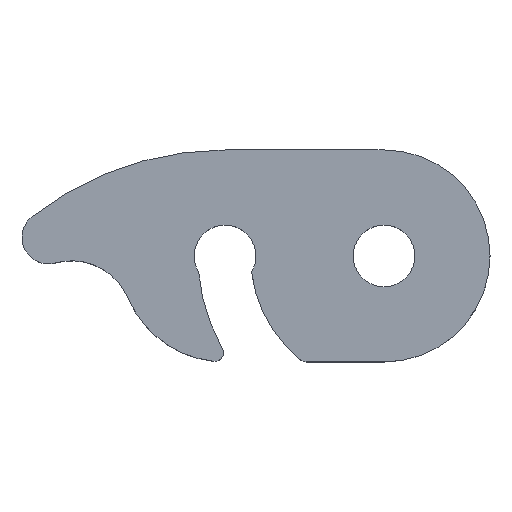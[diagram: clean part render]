
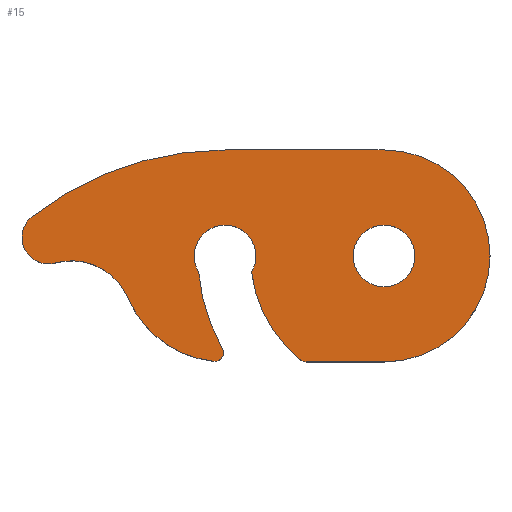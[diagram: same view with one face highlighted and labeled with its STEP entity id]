
A CAD part, top view. The second image highlights one B-rep face of the part: STEP entity #15.
In plain terms, the highlighted planar face has unit normal (0, 0, 1).
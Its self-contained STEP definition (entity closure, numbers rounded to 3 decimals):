
#4 = AXIS2_PLACEMENT_3D ( 'NONE', #125, #107, #62 ) ;
#5 = DIRECTION ( 'NONE',  ( 0., 0., 1. ) ) ;
#6 = CARTESIAN_POINT ( 'NONE',  ( -14.513, 3.632, 3. ) ) ;
#7 = EDGE_CURVE ( 'NONE', #386, #112, #199, .T. ) ;
#10 = AXIS2_PLACEMENT_3D ( 'NONE', #373, #178, #472 ) ;
#15 = ADVANCED_FACE ( 'NONE', ( #320, #414 ), #52, .T. ) ;
#17 = ORIENTED_EDGE ( 'NONE', *, *, #638, .F. ) ;
#36 = CARTESIAN_POINT ( 'NONE',  ( -9., 6., 3. ) ) ;
#44 = EDGE_CURVE ( 'NONE', #167, #340, #317, .T. ) ;
#45 = CARTESIAN_POINT ( 'NONE',  ( -10.5, 5.099, 3. ) ) ;
#46 = VERTEX_POINT ( 'NONE', #157 ) ;
#48 = CARTESIAN_POINT ( 'NONE',  ( 0., 12., 3. ) ) ;
#52 = PLANE ( 'NONE',  #4 ) ;
#57 = CARTESIAN_POINT ( 'NONE',  ( 0., 6., 3. ) ) ;
#60 = CARTESIAN_POINT ( 'NONE',  ( 0., 6., 3. ) ) ;
#62 = DIRECTION ( 'NONE',  ( 1., 0., 0. ) ) ;
#63 = AXIS2_PLACEMENT_3D ( 'NONE', #321, #474, #426 ) ;
#65 = EDGE_CURVE ( 'NONE', #588, #485, #179, .T. ) ;
#68 = ORIENTED_EDGE ( 'NONE', *, *, #541, .T. ) ;
#74 = DIRECTION ( 'NONE',  ( 1., 0., 0. ) ) ;
#79 = CARTESIAN_POINT ( 'NONE',  ( -4.417, 0., 3. ) ) ;
#80 = ORIENTED_EDGE ( 'NONE', *, *, #306, .T. ) ;
#88 = ORIENTED_EDGE ( 'NONE', *, *, #350, .T. ) ;
#90 = CARTESIAN_POINT ( 'NONE',  ( -9.589, 0.532, 3. ) ) ;
#91 = AXIS2_PLACEMENT_3D ( 'NONE', #195, #395, #299 ) ;
#92 = VERTEX_POINT ( 'NONE', #6 ) ;
#94 = VERTEX_POINT ( 'NONE', #477 ) ;
#101 = CIRCLE ( 'NONE', #560, 0.5 ) ;
#103 = EDGE_CURVE ( 'NONE', #485, #180, #121, .T. ) ;
#104 = DIRECTION ( 'NONE',  ( 1., 0., 0. ) ) ;
#107 = DIRECTION ( 'NONE',  ( 0., 0., 1. ) ) ;
#112 = VERTEX_POINT ( 'NONE', #164 ) ;
#119 = CARTESIAN_POINT ( 'NONE',  ( -4.73, 0.11, 3. ) ) ;
#121 = CIRCLE ( 'NONE', #158, 1.75 ) ;
#125 = CARTESIAN_POINT ( 'NONE',  ( 0., 6., 3. ) ) ;
#141 = AXIS2_PLACEMENT_3D ( 'NONE', #36, #232, #641 ) ;
#143 = CARTESIAN_POINT ( 'NONE',  ( -19.925, 8.233, 3. ) ) ;
#144 = CARTESIAN_POINT ( 'NONE',  ( -4.417, 0.5, 3. ) ) ;
#145 = EDGE_CURVE ( 'NONE', #112, #386, #286, .T. ) ;
#150 = ORIENTED_EDGE ( 'NONE', *, *, #243, .T. ) ;
#157 = CARTESIAN_POINT ( 'NONE',  ( -9.642, 0.034, 3. ) ) ;
#158 = AXIS2_PLACEMENT_3D ( 'NONE', #569, #523, #170 ) ;
#160 = DIRECTION ( 'NONE',  ( -1., 0., 0. ) ) ;
#161 = DIRECTION ( 'NONE',  ( 0., 0., 1. ) ) ;
#164 = CARTESIAN_POINT ( 'NONE',  ( 1.75, 6., 3. ) ) ;
#167 = VERTEX_POINT ( 'NONE', #79 ) ;
#168 = CARTESIAN_POINT ( 'NONE',  ( -10.75, 6., 3. ) ) ;
#170 = DIRECTION ( 'NONE',  ( 1., 0., 0. ) ) ;
#178 = DIRECTION ( 'NONE',  ( 0., 0., 1. ) ) ;
#179 = CIRCLE ( 'NONE', #634, 7.554 ) ;
#180 = VERTEX_POINT ( 'NONE', #287 ) ;
#184 = CIRCLE ( 'NONE', #141, 1.75 ) ;
#187 = EDGE_CURVE ( 'NONE', #443, #94, #318, .T. ) ;
#188 = ORIENTED_EDGE ( 'NONE', *, *, #44, .T. ) ;
#195 = CARTESIAN_POINT ( 'NONE',  ( 0., 6., 3. ) ) ;
#196 = CIRCLE ( 'NONE', #556, 17.723 ) ;
#199 = CIRCLE ( 'NONE', #578, 1.75 ) ;
#209 = DIRECTION ( 'NONE',  ( -1., 0., 0. ) ) ;
#231 = EDGE_LOOP ( 'NONE', ( #242, #507, #188, #629, #80, #88, #68, #579, #636, #150, #257, #532, #17, #304 ) ) ;
#232 = DIRECTION ( 'NONE',  ( 0., 0., 1. ) ) ;
#242 = ORIENTED_EDGE ( 'NONE', *, *, #65, .F. ) ;
#243 = EDGE_CURVE ( 'NONE', #46, #94, #101, .T. ) ;
#245 = DIRECTION ( 'NONE',  ( 1., 0., 0. ) ) ;
#249 = CIRCLE ( 'NONE', #454, 6. ) ;
#256 = EDGE_CURVE ( 'NONE', #588, #167, #275, .T. ) ;
#257 = ORIENTED_EDGE ( 'NONE', *, *, #187, .F. ) ;
#261 = ORIENTED_EDGE ( 'NONE', *, *, #145, .F. ) ;
#264 = DIRECTION ( 'NONE',  ( 0., 0., -1. ) ) ;
#266 = EDGE_CURVE ( 'NONE', #92, #46, #586, .T. ) ;
#275 = CIRCLE ( 'NONE', #647, 0.5 ) ;
#286 = CIRCLE ( 'NONE', #91, 1.75 ) ;
#287 = CARTESIAN_POINT ( 'NONE',  ( -7.25, 6., 3. ) ) ;
#293 = DIRECTION ( 'NONE',  ( 0., 0., 1. ) ) ;
#299 = DIRECTION ( 'NONE',  ( 1., 0., 0. ) ) ;
#302 = DIRECTION ( 'NONE',  ( 1., 0., 0. ) ) ;
#304 = ORIENTED_EDGE ( 'NONE', *, *, #103, .F. ) ;
#306 = EDGE_CURVE ( 'NONE', #464, #540, #307, .T. ) ;
#307 = LINE ( 'NONE', #48, #466 ) ;
#313 = CIRCLE ( 'NONE', #10, 1.75 ) ;
#317 = LINE ( 'NONE', #328, #528 ) ;
#318 = CIRCLE ( 'NONE', #345, 10.539 ) ;
#320 = FACE_OUTER_BOUND ( 'NONE', #231, .T. ) ;
#321 = CARTESIAN_POINT ( 'NONE',  ( -19., 7.051, 3. ) ) ;
#328 = CARTESIAN_POINT ( 'NONE',  ( 0., 0., 3. ) ) ;
#332 = CARTESIAN_POINT ( 'NONE',  ( -18.605, 5.604, 3. ) ) ;
#340 = VERTEX_POINT ( 'NONE', #354 ) ;
#345 = AXIS2_PLACEMENT_3D ( 'NONE', #651, #293, #546 ) ;
#346 = DIRECTION ( 'NONE',  ( 0., 0., 1. ) ) ;
#350 = EDGE_CURVE ( 'NONE', #540, #663, #196, .T. ) ;
#354 = CARTESIAN_POINT ( 'NONE',  ( 0., 0., 3. ) ) ;
#357 = DIRECTION ( 'NONE',  ( 1., 0., 0. ) ) ;
#360 = DIRECTION ( 'NONE',  ( 0., 0., 1. ) ) ;
#372 = EDGE_CURVE ( 'NONE', #644, #92, #408, .T. ) ;
#373 = CARTESIAN_POINT ( 'NONE',  ( -9., 6., 3. ) ) ;
#381 = EDGE_LOOP ( 'NONE', ( #261, #410 ) ) ;
#386 = VERTEX_POINT ( 'NONE', #656 ) ;
#389 = DIRECTION ( 'NONE',  ( 1., 0., 0. ) ) ;
#395 = DIRECTION ( 'NONE',  ( 0., 0., 1. ) ) ;
#403 = EDGE_CURVE ( 'NONE', #340, #464, #249, .T. ) ;
#408 = CIRCLE ( 'NONE', #609, 3.461 ) ;
#410 = ORIENTED_EDGE ( 'NONE', *, *, #7, .F. ) ;
#414 = FACE_BOUND ( 'NONE', #381, .T. ) ;
#418 = DIRECTION ( 'NONE',  ( 1., 0., 0. ) ) ;
#426 = DIRECTION ( 'NONE',  ( -1., 0., 0. ) ) ;
#443 = VERTEX_POINT ( 'NONE', #45 ) ;
#454 = AXIS2_PLACEMENT_3D ( 'NONE', #610, #360, #302 ) ;
#458 = VERTEX_POINT ( 'NONE', #168 ) ;
#464 = VERTEX_POINT ( 'NONE', #482 ) ;
#466 = VECTOR ( 'NONE', #160, 1000. ) ;
#469 = CARTESIAN_POINT ( 'NONE',  ( -9., -5.723, 3. ) ) ;
#472 = DIRECTION ( 'NONE',  ( 1., 0., 0. ) ) ;
#474 = DIRECTION ( 'NONE',  ( 0., 0., 1. ) ) ;
#477 = CARTESIAN_POINT ( 'NONE',  ( -9.155, 0.779, 3. ) ) ;
#482 = CARTESIAN_POINT ( 'NONE',  ( 0., 12., 3. ) ) ;
#485 = VERTEX_POINT ( 'NONE', #633 ) ;
#495 = AXIS2_PLACEMENT_3D ( 'NONE', #590, #551, #503 ) ;
#500 = DIRECTION ( 'NONE',  ( 0., 0., 1. ) ) ;
#503 = DIRECTION ( 'NONE',  ( 1., 0., 0. ) ) ;
#507 = ORIENTED_EDGE ( 'NONE', *, *, #256, .T. ) ;
#514 = CIRCLE ( 'NONE', #63, 1.5 ) ;
#523 = DIRECTION ( 'NONE',  ( 0., 0., 1. ) ) ;
#528 = VECTOR ( 'NONE', #418, 1000. ) ;
#532 = ORIENTED_EDGE ( 'NONE', *, *, #568, .F. ) ;
#534 = CARTESIAN_POINT ( 'NONE',  ( -9., 12., 3. ) ) ;
#540 = VERTEX_POINT ( 'NONE', #534 ) ;
#541 = EDGE_CURVE ( 'NONE', #663, #644, #514, .T. ) ;
#546 = DIRECTION ( 'NONE',  ( 1., 0., 0. ) ) ;
#551 = DIRECTION ( 'NONE',  ( 0., 0., 1. ) ) ;
#556 = AXIS2_PLACEMENT_3D ( 'NONE', #469, #5, #209 ) ;
#560 = AXIS2_PLACEMENT_3D ( 'NONE', #90, #500, #245 ) ;
#568 = EDGE_CURVE ( 'NONE', #458, #443, #313, .T. ) ;
#569 = CARTESIAN_POINT ( 'NONE',  ( -9., 6., 3. ) ) ;
#578 = AXIS2_PLACEMENT_3D ( 'NONE', #60, #161, #104 ) ;
#579 = ORIENTED_EDGE ( 'NONE', *, *, #372, .T. ) ;
#586 = CIRCLE ( 'NONE', #495, 6. ) ;
#588 = VERTEX_POINT ( 'NONE', #119 ) ;
#590 = CARTESIAN_POINT ( 'NONE',  ( -9., 6., 3. ) ) ;
#609 = AXIS2_PLACEMENT_3D ( 'NONE', #659, #617, #357 ) ;
#610 = CARTESIAN_POINT ( 'NONE',  ( 0., 6., 3. ) ) ;
#617 = DIRECTION ( 'NONE',  ( 0., 0., -1. ) ) ;
#629 = ORIENTED_EDGE ( 'NONE', *, *, #403, .T. ) ;
#633 = CARTESIAN_POINT ( 'NONE',  ( -7.5, 5.099, 3. ) ) ;
#634 = AXIS2_PLACEMENT_3D ( 'NONE', #57, #264, #74 ) ;
#636 = ORIENTED_EDGE ( 'NONE', *, *, #266, .T. ) ;
#638 = EDGE_CURVE ( 'NONE', #180, #458, #184, .T. ) ;
#641 = DIRECTION ( 'NONE',  ( 1., 0., 0. ) ) ;
#644 = VERTEX_POINT ( 'NONE', #332 ) ;
#647 = AXIS2_PLACEMENT_3D ( 'NONE', #144, #346, #389 ) ;
#651 = CARTESIAN_POINT ( 'NONE',  ( 0., 6., 3. ) ) ;
#656 = CARTESIAN_POINT ( 'NONE',  ( -1.75, 6., 3. ) ) ;
#659 = CARTESIAN_POINT ( 'NONE',  ( -17.693, 2.265, 3. ) ) ;
#663 = VERTEX_POINT ( 'NONE', #143 ) ;
